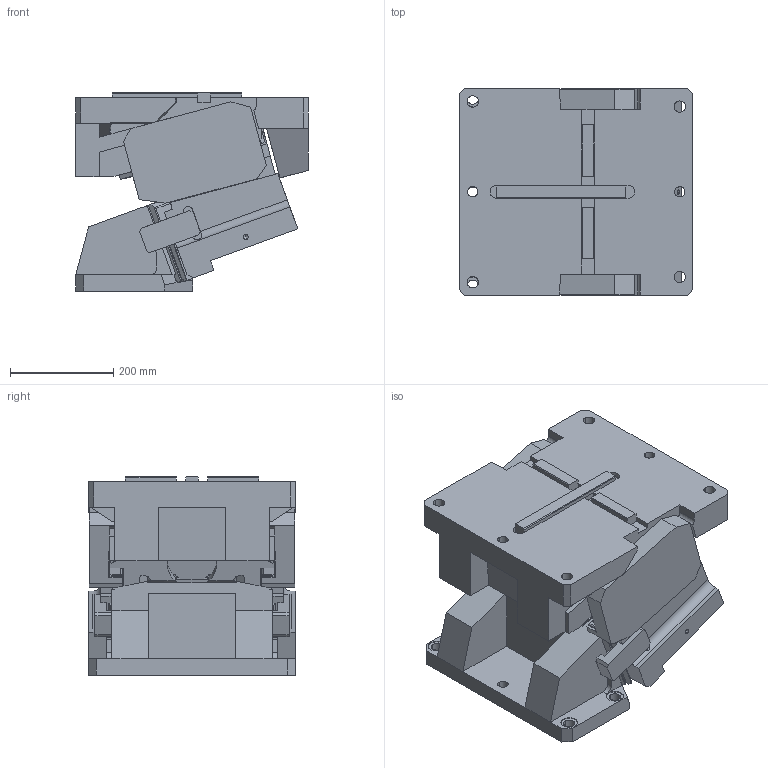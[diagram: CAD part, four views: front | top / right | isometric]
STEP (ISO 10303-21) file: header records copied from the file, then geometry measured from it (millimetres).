
FILE_DESCRIPTION(('CATIA V5 STEP Exchange'),'2;1');
FILE_NAME('CACV_F_400_70.stp','2015-04-27T07:02:16+00:00',('none'),('none'),'CATIA Version 5 Release 19 SP 2 (IN-10)','CATIA V5 STEP AP203','none');
FILE_SCHEMA(('CONFIG_CONTROL_DESIGN'));
Length unit declared in the file: millimetre
Products named in the file (1): CACV_F_400_70
Bounding box: 450 x 400 x 384 mm (x, y, z)
Volume: 41259751.2 mm3; surface area: 1749304.2 mm2
Topology: 3 solids, 7 shells, 626 faces, 1759 edges, 1145 vertices
Faces by surface type: plane 442, cylinder 160, cone 16, extrusion 8
Entity records: 20658 total; most frequent: CARTESIAN_POINT 5124, ORIENTED_EDGE 3506, DIRECTION 2668, EDGE_CURVE 1753, VECTOR 1385, LINE 1377, VERTEX_POINT 1145, AXIS2_PLACEMENT_3D 746
